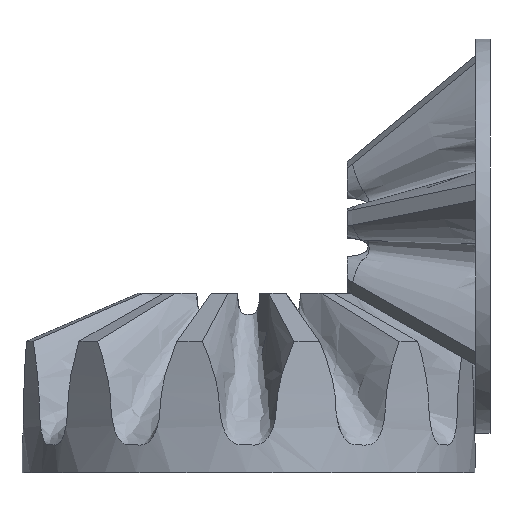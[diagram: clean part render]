
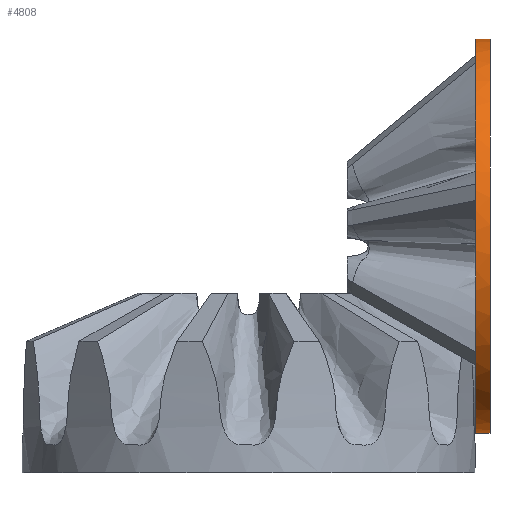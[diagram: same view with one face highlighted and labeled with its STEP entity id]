
A CAD part, front view. The second image highlights one B-rep face of the part: STEP entity #4808.
In plain terms, the highlighted free-form (B-spline) face has degree [2, 1] with [9, 2] control points.
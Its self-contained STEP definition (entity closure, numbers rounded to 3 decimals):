
#21 = EDGE_CURVE('',#22,#22,#24,.T.);
#22 = VERTEX_POINT('',#23);
#23 = CARTESIAN_POINT('',(8.849,1.377,-7.549)
  );
#24 = ( BOUNDED_CURVE() B_SPLINE_CURVE(2,(#25,#26,#27,#28,#29,#30,#31),
.UNSPECIFIED.,.T.,.F.) B_SPLINE_CURVE_WITH_KNOTS((3,2,2,3),(
    3.142,5.236,7.33,9.425),
.PIECEWISE_BEZIER_KNOTS.) CURVE() GEOMETRIC_REPRESENTATION_ITEM() 
RATIONAL_B_SPLINE_CURVE((1.,0.5,1.,0.5,1.,0.5,1.)) REPRESENTATION_ITEM(
  '') );
#25 = CARTESIAN_POINT('',(8.849,1.377,-7.549)
  );
#26 = CARTESIAN_POINT('',(8.849,-11.699,-9.934
    ));
#27 = CARTESIAN_POINT('',(8.849,-7.226,2.582)
  );
#28 = CARTESIAN_POINT('',(8.849,-2.753,15.098
    ));
#29 = CARTESIAN_POINT('',(8.849,5.849,4.967)
  );
#30 = CARTESIAN_POINT('',(8.849,14.452,-5.165)
  );
#31 = CARTESIAN_POINT('',(8.849,1.377,-7.549)
  );
#4808 = ADVANCED_FACE('',(#4809),#4830,.T.);
#4809 = FACE_BOUND('',#4810,.T.);
#4810 = EDGE_LOOP('',(#4811,#4823,#4828,#4829));
#4811 = ORIENTED_EDGE('',*,*,#4812,.F.);
#4812 = EDGE_CURVE('',#4813,#4813,#4815,.T.);
#4813 = VERTEX_POINT('',#4814);
#4814 = CARTESIAN_POINT('',(9.401,1.377,
    -7.549));
#4815 = ( BOUNDED_CURVE() B_SPLINE_CURVE(2,(#4816,#4817,#4818,#4819,
#4820,#4821,#4822),.UNSPECIFIED.,.T.,.F.) B_SPLINE_CURVE_WITH_KNOTS((3,2
    ,2,3),(3.142,5.236,7.33,9.425),
.PIECEWISE_BEZIER_KNOTS.) CURVE() GEOMETRIC_REPRESENTATION_ITEM() 
RATIONAL_B_SPLINE_CURVE((1.,0.5,1.,0.5,1.,0.5,1.)) REPRESENTATION_ITEM(
  '') );
#4816 = CARTESIAN_POINT('',(9.401,1.377,
    -7.549));
#4817 = CARTESIAN_POINT('',(9.401,14.452,
    -5.165));
#4818 = CARTESIAN_POINT('',(9.401,5.849,4.967
    ));
#4819 = CARTESIAN_POINT('',(9.401,-2.753,
    15.098));
#4820 = CARTESIAN_POINT('',(9.401,-7.226,2.582
    ));
#4821 = CARTESIAN_POINT('',(9.401,-11.699,
    -9.934));
#4822 = CARTESIAN_POINT('',(9.401,1.377,
    -7.549));
#4823 = ORIENTED_EDGE('',*,*,#4824,.T.);
#4824 = EDGE_CURVE('',#4813,#22,#4825,.T.);
#4825 = B_SPLINE_CURVE_WITH_KNOTS('',1,(#4826,#4827),.UNSPECIFIED.,.F.,
  .F.,(2,2),(-0.5,0.),.PIECEWISE_BEZIER_KNOTS.);
#4826 = CARTESIAN_POINT('',(9.401,1.377,
    -7.549));
#4827 = CARTESIAN_POINT('',(8.849,1.377,
    -7.549));
#4828 = ORIENTED_EDGE('',*,*,#21,.F.);
#4829 = ORIENTED_EDGE('',*,*,#4824,.F.);
#4830 = ( BOUNDED_SURFACE() B_SPLINE_SURFACE(2,1,(
    (#4831,#4832)
    ,(#4833,#4834)
    ,(#4835,#4836)
    ,(#4837,#4838)
    ,(#4839,#4840)
    ,(#4841,#4842)
    ,(#4843,#4844)
    ,(#4845,#4846)
    ,(#4847,#4848
)),.UNSPECIFIED.,.T.,.F.,.F.) B_SPLINE_SURFACE_WITH_KNOTS((3,2,2,2,3),(2
    ,2),(-3.142,-2.094,0.,2.094,3.142)
,(0.,0.5),.UNSPECIFIED.) GEOMETRIC_REPRESENTATION_ITEM() 
RATIONAL_B_SPLINE_SURFACE((
    (0.75,0.75)
    ,(0.75,0.75)
    ,(1.,1.)
    ,(0.5,0.5)
    ,(1.,1.)
    ,(0.5,0.5)
    ,(1.,1.)
    ,(0.75,0.75)
,(0.75,0.75))) REPRESENTATION_ITEM('') SURFACE() );
#4831 = CARTESIAN_POINT('',(8.849,1.377,
    -7.549));
#4832 = CARTESIAN_POINT('',(9.401,1.377,
    -7.549));
#4833 = CARTESIAN_POINT('',(8.849,5.735,-6.754
    ));
#4834 = CARTESIAN_POINT('',(9.401,5.735,-6.754
    ));
#4835 = CARTESIAN_POINT('',(8.849,7.226,-2.582
    ));
#4836 = CARTESIAN_POINT('',(9.401,7.226,-2.582
    ));
#4837 = CARTESIAN_POINT('',(8.849,11.699,
    9.934));
#4838 = CARTESIAN_POINT('',(9.401,11.699,
    9.934));
#4839 = CARTESIAN_POINT('',(8.849,-1.377,
    7.549));
#4840 = CARTESIAN_POINT('',(9.401,-1.377,
    7.549));
#4841 = CARTESIAN_POINT('',(8.849,-14.452,5.165
    ));
#4842 = CARTESIAN_POINT('',(9.401,-14.452,5.165
    ));
#4843 = CARTESIAN_POINT('',(8.849,-5.849,
    -4.967));
#4844 = CARTESIAN_POINT('',(9.401,-5.849,
    -4.967));
#4845 = CARTESIAN_POINT('',(8.849,-2.982,
    -8.344));
#4846 = CARTESIAN_POINT('',(9.401,-2.982,
    -8.344));
#4847 = CARTESIAN_POINT('',(8.849,1.377,
    -7.549));
#4848 = CARTESIAN_POINT('',(9.401,1.377,
    -7.549));
